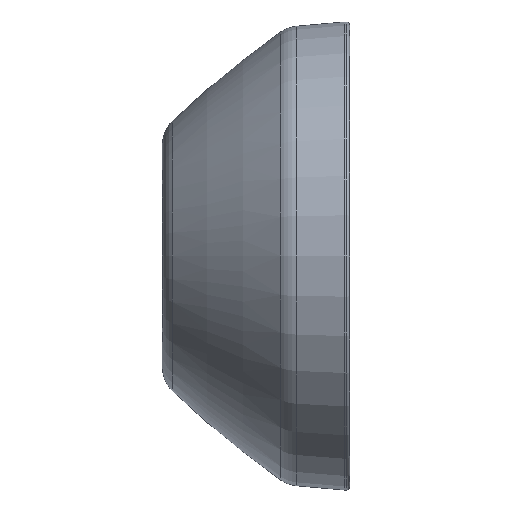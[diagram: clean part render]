
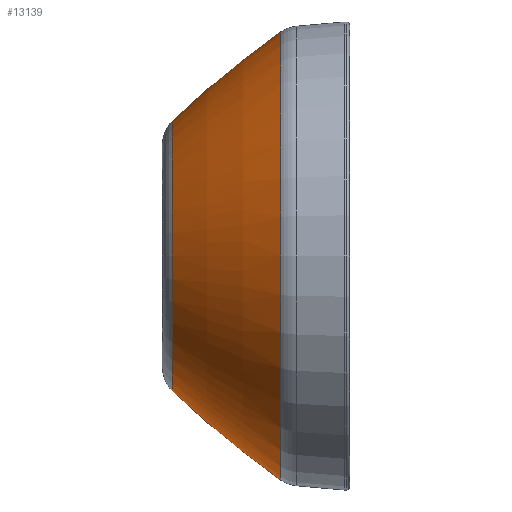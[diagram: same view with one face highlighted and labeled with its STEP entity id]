
A CAD part, left-side view. The second image highlights one B-rep face of the part: STEP entity #13139.
In plain terms, the highlighted toroidal (fillet/blend) face has major radius 52.429 mm and minor radius 90 mm.
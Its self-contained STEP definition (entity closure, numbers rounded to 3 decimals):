
#454 = DIRECTION ( 'NONE',  ( 0., 1., 0. ) ) ;
#1016 = CARTESIAN_POINT ( 'NONE',  ( 0., 5.47, -21.068 ) ) ;
#1205 = DIRECTION ( 'NONE',  ( 0., 1., 0. ) ) ;
#1345 = AXIS2_PLACEMENT_3D ( 'NONE', #8834, #2650, #9849 ) ;
#1506 = DIRECTION ( 'NONE',  ( 0., 0., 1. ) ) ;
#2130 = CIRCLE ( 'NONE', #10370, 12.67 ) ;
#2650 = DIRECTION ( 'NONE',  ( 1., 0., 0. ) ) ;
#3932 = TOROIDAL_SURFACE ( 'NONE', #8388, -52.43, 90. ) ;
#4221 = CARTESIAN_POINT ( 'NONE',  ( 0., 15.672, 12.67 ) ) ;
#4290 = DIRECTION ( 'NONE',  ( 0., 0., 1. ) ) ;
#4345 = DIRECTION ( 'NONE',  ( 0., 1., 0. ) ) ;
#4371 = CARTESIAN_POINT ( 'NONE',  ( 0., 15.672, 0. ) ) ;
#4485 = CARTESIAN_POINT ( 'NONE',  ( 0., -46.474, 0. ) ) ;
#4554 = CARTESIAN_POINT ( 'NONE',  ( 0., 15.672, -12.67 ) ) ;
#4710 = DIRECTION ( 'NONE',  ( 0., 0., 1. ) ) ;
#4727 = DIRECTION ( 'NONE',  ( -1., 0., 0. ) ) ;
#4753 = CARTESIAN_POINT ( 'NONE',  ( 0., -46.474, -52.43 ) ) ;
#4832 = CIRCLE ( 'NONE', #9712, 90. ) ;
#4834 = EDGE_CURVE ( 'NONE', #6232, #5753, #4832, .T. ) ;
#4884 = EDGE_CURVE ( 'NONE', #6615, #5753, #2130, .T. ) ;
#5753 = VERTEX_POINT ( 'NONE', #4221 ) ;
#6055 = EDGE_CURVE ( 'NONE', #7314, #6232, #9052, .T. ) ;
#6232 = VERTEX_POINT ( 'NONE', #6685 ) ;
#6615 = VERTEX_POINT ( 'NONE', #4554 ) ;
#6675 = FACE_OUTER_BOUND ( 'NONE', #7306, .T. ) ;
#6685 = CARTESIAN_POINT ( 'NONE',  ( 0., 5.47, 21.068 ) ) ;
#7195 = CIRCLE ( 'NONE', #1345, 90. ) ;
#7306 = EDGE_LOOP ( 'NONE', ( #12440, #12256, #11331, #10580 ) ) ;
#7314 = VERTEX_POINT ( 'NONE', #1016 ) ;
#7338 = CARTESIAN_POINT ( 'NONE',  ( 0., 5.47, 0. ) ) ;
#8388 = AXIS2_PLACEMENT_3D ( 'NONE', #4485, #454, #1506 ) ;
#8405 = DIRECTION ( 'NONE',  ( 0., 0., 1. ) ) ;
#8834 = CARTESIAN_POINT ( 'NONE',  ( 0., -46.474, 52.43 ) ) ;
#9052 = CIRCLE ( 'NONE', #9138, 21.068 ) ;
#9138 = AXIS2_PLACEMENT_3D ( 'NONE', #7338, #1205, #8405 ) ;
#9712 = AXIS2_PLACEMENT_3D ( 'NONE', #4753, #4727, #4710 ) ;
#9849 = DIRECTION ( 'NONE',  ( 0., 0., -1. ) ) ;
#10115 = EDGE_CURVE ( 'NONE', #7314, #6615, #7195, .T. ) ;
#10370 = AXIS2_PLACEMENT_3D ( 'NONE', #4371, #4345, #4290 ) ;
#10580 = ORIENTED_EDGE ( 'NONE', *, *, #4884, .F. ) ;
#11331 = ORIENTED_EDGE ( 'NONE', *, *, #4834, .T. ) ;
#12256 = ORIENTED_EDGE ( 'NONE', *, *, #6055, .T. ) ;
#12440 = ORIENTED_EDGE ( 'NONE', *, *, #10115, .F. ) ;
#13139 = ADVANCED_FACE ( 'NONE', ( #6675 ), #3932, .T. ) ;
